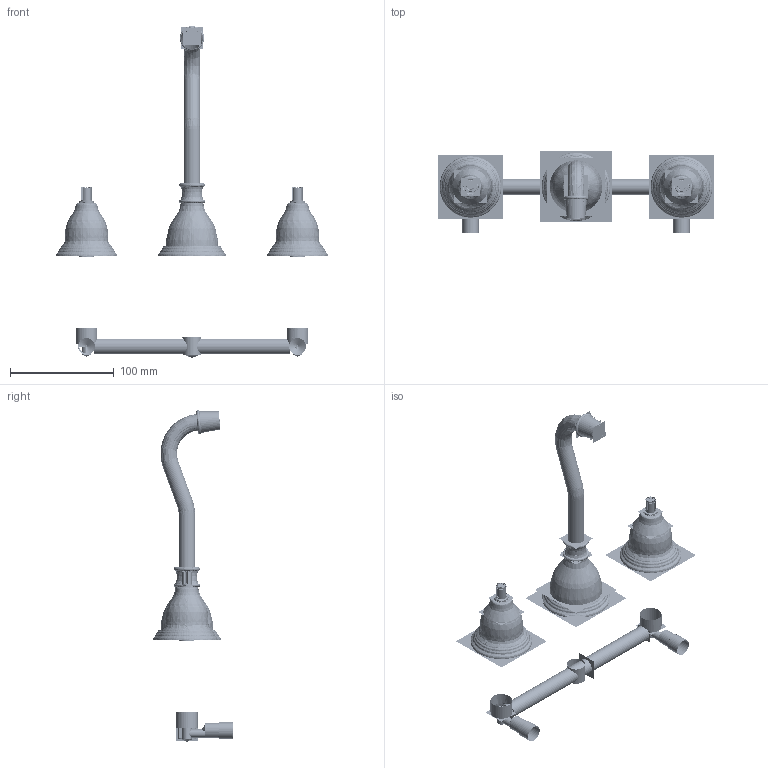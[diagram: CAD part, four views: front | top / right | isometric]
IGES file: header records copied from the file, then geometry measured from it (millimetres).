
Start section:  PTC IGES file: 7301.igs
Global section: file name: 7301.igs; native system: Pro/ENGINEER by Parametric Technology Corporation; preprocessor: 2009300; author: Project; organization: Unknown; date: 20101207.170058; units: inch
Bounding box: 265.01 x 78.55 x 319.69 mm (x, y, z)
Surface area: 4962571 mm2 (no closed solid volume)
Topology: 0 solids, 0 shells, 4286 faces, 79325 edges, 105854 vertices
Faces by surface type: revolution 2798, bspline 1488
